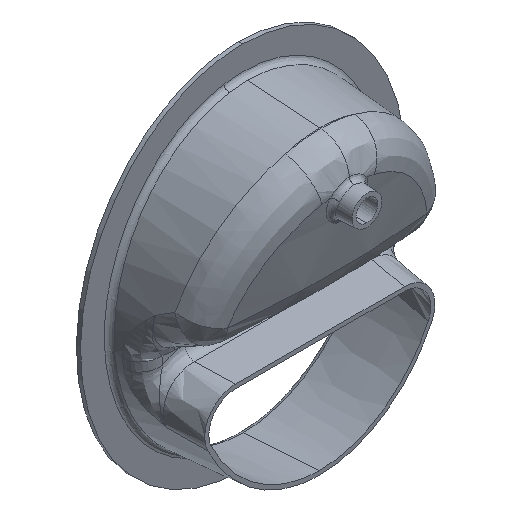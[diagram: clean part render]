
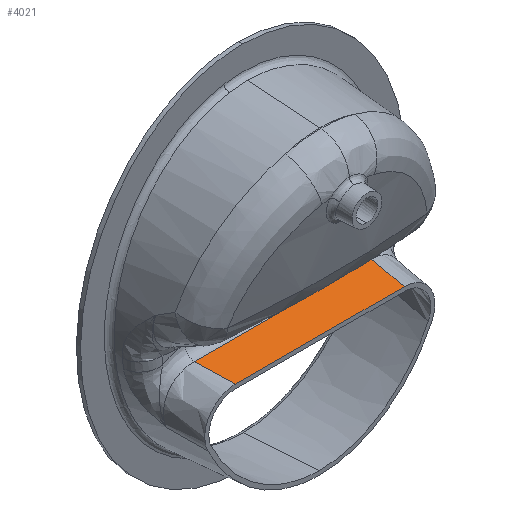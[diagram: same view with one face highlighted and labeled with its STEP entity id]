
A CAD part, isometric view. The second image highlights one B-rep face of the part: STEP entity #4021.
In plain terms, the highlighted free-form (B-spline) face has degree [1, 1] with [2, 2] control points.
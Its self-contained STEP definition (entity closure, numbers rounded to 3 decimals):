
#3732 = EDGE_CURVE('',#3733,#3735,#3737,.T.);
#3733 = VERTEX_POINT('',#3734);
#3734 = CARTESIAN_POINT('',(-95.982,-87.426,
    -33.52));
#3735 = VERTEX_POINT('',#3736);
#3736 = CARTESIAN_POINT('',(95.981,-87.426,
    -33.52));
#3737 = B_SPLINE_CURVE_WITH_KNOTS('',1,(#3738,#3739),.UNSPECIFIED.,.F.,
  .F.,(2,2),(-81.996,82.683),.PIECEWISE_BEZIER_KNOTS.);
#3738 = CARTESIAN_POINT('',(-95.982,-87.426,
    -33.52));
#3739 = CARTESIAN_POINT('',(95.981,-87.426,
    -33.52));
#4021 = ADVANCED_FACE('',(#4022),#4048,.T.);
#4022 = FACE_BOUND('',#4023,.T.);
#4023 = EDGE_LOOP('',(#4024,#4033,#4040,#4047));
#4024 = ORIENTED_EDGE('',*,*,#4025,.T.);
#4025 = EDGE_CURVE('',#3735,#4026,#4028,.T.);
#4026 = VERTEX_POINT('',#4027);
#4027 = CARTESIAN_POINT('',(100.863,-45.611,
    -29.861));
#4028 = B_SPLINE_CURVE_WITH_KNOTS('',3,(#4029,#4030,#4031,#4032),
  .UNSPECIFIED.,.F.,.F.,(4,4),(0.,0.036),
  .PIECEWISE_BEZIER_KNOTS.);
#4029 = CARTESIAN_POINT('',(95.981,-87.426,
    -33.52));
#4030 = CARTESIAN_POINT('',(97.644,-73.492,
    -32.301));
#4031 = CARTESIAN_POINT('',(99.27,-59.553,
    -31.081));
#4032 = CARTESIAN_POINT('',(100.863,-45.611,
    -29.861));
#4033 = ORIENTED_EDGE('',*,*,#4034,.T.);
#4034 = EDGE_CURVE('',#4026,#4035,#4037,.T.);
#4035 = VERTEX_POINT('',#4036);
#4036 = CARTESIAN_POINT('',(-100.864,-45.611,
    -29.861));
#4037 = B_SPLINE_CURVE_WITH_KNOTS('',1,(#4038,#4039),.UNSPECIFIED.,.F.,
  .F.,(2,2),(-174.094,-1.038),.PIECEWISE_BEZIER_KNOTS.);
#4038 = CARTESIAN_POINT('',(100.863,-45.611,
    -29.861));
#4039 = CARTESIAN_POINT('',(-100.864,-45.611,
    -29.861));
#4040 = ORIENTED_EDGE('',*,*,#4041,.T.);
#4041 = EDGE_CURVE('',#4035,#3733,#4042,.T.);
#4042 = B_SPLINE_CURVE_WITH_KNOTS('',3,(#4043,#4044,#4045,#4046),
  .UNSPECIFIED.,.F.,.F.,(4,4),(0.009,0.045),
  .PIECEWISE_BEZIER_KNOTS.);
#4043 = CARTESIAN_POINT('',(-100.864,-45.611,
    -29.861));
#4044 = CARTESIAN_POINT('',(-99.271,-59.553,
    -31.081));
#4045 = CARTESIAN_POINT('',(-97.645,-73.492,
    -32.301));
#4046 = CARTESIAN_POINT('',(-95.982,-87.426,
    -33.52));
#4047 = ORIENTED_EDGE('',*,*,#3732,.T.);
#4048 = B_SPLINE_SURFACE_WITH_KNOTS('',1,1,(
    (#4049,#4050)
    ,(#4051,#4052
    )),.UNSPECIFIED.,.F.,.F.,.F.,(2,2),(2,2),(41.212,
    77.221),(71.972,245.028),
  .PIECEWISE_BEZIER_KNOTS.);
#4049 = CARTESIAN_POINT('',(-100.864,-45.611,
    -29.861));
#4050 = CARTESIAN_POINT('',(100.863,-45.611,
    -29.861));
#4051 = CARTESIAN_POINT('',(-100.864,-87.426,
    -33.52));
#4052 = CARTESIAN_POINT('',(100.863,-87.426,
    -33.52));
